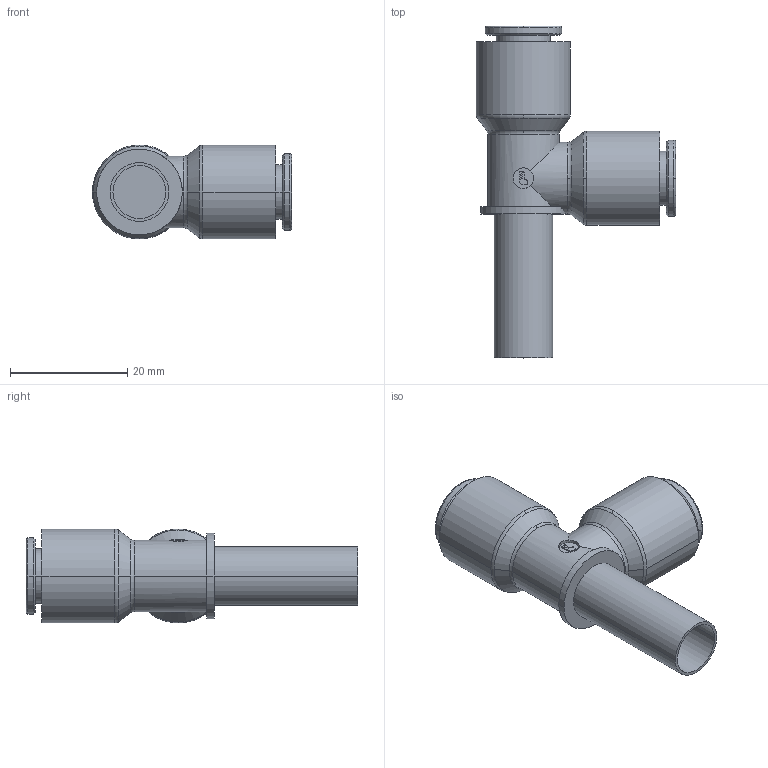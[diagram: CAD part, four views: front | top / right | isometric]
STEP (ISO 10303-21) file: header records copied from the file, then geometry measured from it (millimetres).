
FILE_DESCRIPTION(('STEP AP214'),'1');
FILE_NAME('3183_08_10.stp','2016-07-07T14:59:10',('TraceParts'),('TraceParts S.A.'),'Spatial InterOp 3D',' ',' ');
FILE_SCHEMA(('automotive_design'));
Length unit declared in the file: millimetre
Products named in the file (1): 1
Bounding box: 33.9 x 56.5 x 16 mm (x, y, z)
Volume: 6141.8 mm3; surface area: 5887.6 mm2
Topology: 1 solids, 1 shells, 85 faces, 218 edges, 144 vertices
Faces by surface type: cylinder 36, plane 29, torus 12, cone 8
Entity records: 2879 total; most frequent: CARTESIAN_POINT 686, DIRECTION 502, ORIENTED_EDGE 436, EDGE_CURVE 218, AXIS2_PLACEMENT_3D 208, VERTEX_POINT 144, CIRCLE 116, EDGE_LOOP 96
